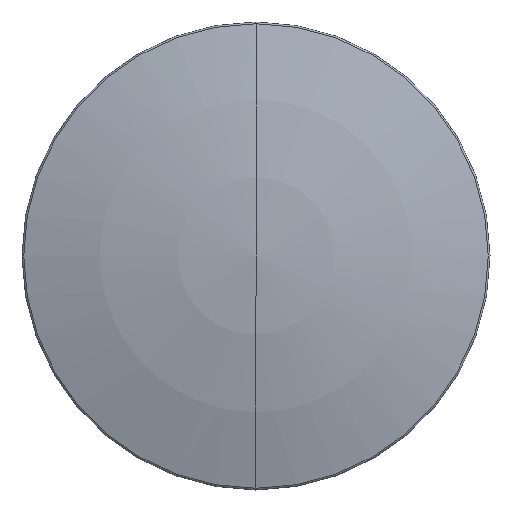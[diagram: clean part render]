
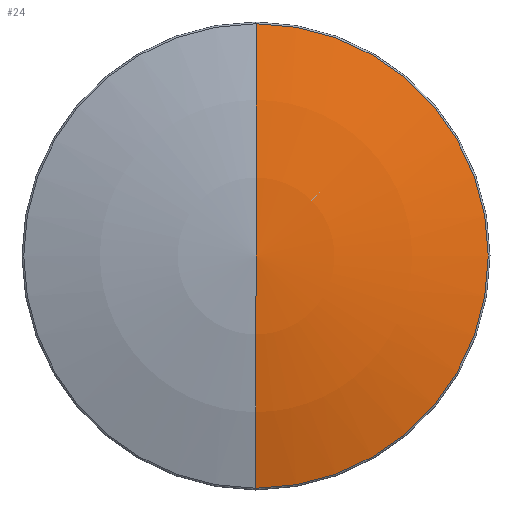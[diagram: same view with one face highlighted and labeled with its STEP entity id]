
A CAD part, left-side view. The second image highlights one B-rep face of the part: STEP entity #24.
In plain terms, the highlighted toroidal (fillet/blend) face has major radius 1.314 mm and minor radius 70 mm.
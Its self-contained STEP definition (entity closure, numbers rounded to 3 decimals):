
#24 = ADVANCED_FACE ( 'NONE', ( #10590 ), #2251, .T. ) ;
#1023 = EDGE_CURVE ( 'NONE', #5927, #1784, #5907, .T. ) ;
#1230 = DIRECTION ( 'NONE',  ( 0., 0., 1. ) ) ;
#1497 = DIRECTION ( 'NONE',  ( -1., 0., 0. ) ) ;
#1784 = VERTEX_POINT ( 'NONE', #3465 ) ;
#2004 = EDGE_CURVE ( 'NONE', #9282, #5927, #2064, .T. ) ;
#2024 = ORIENTED_EDGE ( 'NONE', *, *, #10773, .F. ) ;
#2064 = CIRCLE ( 'NONE', #2582, 18.858 ) ;
#2201 = AXIS2_PLACEMENT_3D ( 'NONE', #7044, #7158, #1230 ) ;
#2251 = TOROIDAL_SURFACE ( 'NONE', #5661, -1.314, 70. ) ;
#2276 = CARTESIAN_POINT ( 'NONE',  ( 2.957, 0., 0. ) ) ;
#2360 = ORIENTED_EDGE ( 'NONE', *, *, #1023, .T. ) ;
#2582 = AXIS2_PLACEMENT_3D ( 'NONE', #2276, #1497, #10965 ) ;
#3465 = CARTESIAN_POINT ( 'NONE',  ( 0., 0., 0. ) ) ;
#3608 = EDGE_LOOP ( 'NONE', ( #2024, #6646, #2360 ) ) ;
#4480 = AXIS2_PLACEMENT_3D ( 'NONE', #6316, #7263, #4583 ) ;
#4583 = DIRECTION ( 'NONE',  ( 0., 0., -1. ) ) ;
#5454 = CIRCLE ( 'NONE', #2201, 70. ) ;
#5661 = AXIS2_PLACEMENT_3D ( 'NONE', #10647, #8912, #9572 ) ;
#5907 = CIRCLE ( 'NONE', #4480, 70. ) ;
#5927 = VERTEX_POINT ( 'NONE', #10288 ) ;
#6316 = CARTESIAN_POINT ( 'NONE',  ( 69.988, 0., -1.314 ) ) ;
#6548 = CARTESIAN_POINT ( 'NONE',  ( 2.957, 0., -18.858 ) ) ;
#6646 = ORIENTED_EDGE ( 'NONE', *, *, #2004, .T. ) ;
#7044 = CARTESIAN_POINT ( 'NONE',  ( 69.988, 0., 1.314 ) ) ;
#7158 = DIRECTION ( 'NONE',  ( 0., 1., 0. ) ) ;
#7263 = DIRECTION ( 'NONE',  ( 0., -1., 0. ) ) ;
#8912 = DIRECTION ( 'NONE',  ( -1., 0., 0. ) ) ;
#9282 = VERTEX_POINT ( 'NONE', #6548 ) ;
#9572 = DIRECTION ( 'NONE',  ( 0., 0., 1. ) ) ;
#10288 = CARTESIAN_POINT ( 'NONE',  ( 2.957, 0., 18.858 ) ) ;
#10590 = FACE_OUTER_BOUND ( 'NONE', #3608, .T. ) ;
#10647 = CARTESIAN_POINT ( 'NONE',  ( 69.988, 0., 0. ) ) ;
#10773 = EDGE_CURVE ( 'NONE', #9282, #1784, #5454, .T. ) ;
#10965 = DIRECTION ( 'NONE',  ( 0., 0., -1. ) ) ;
